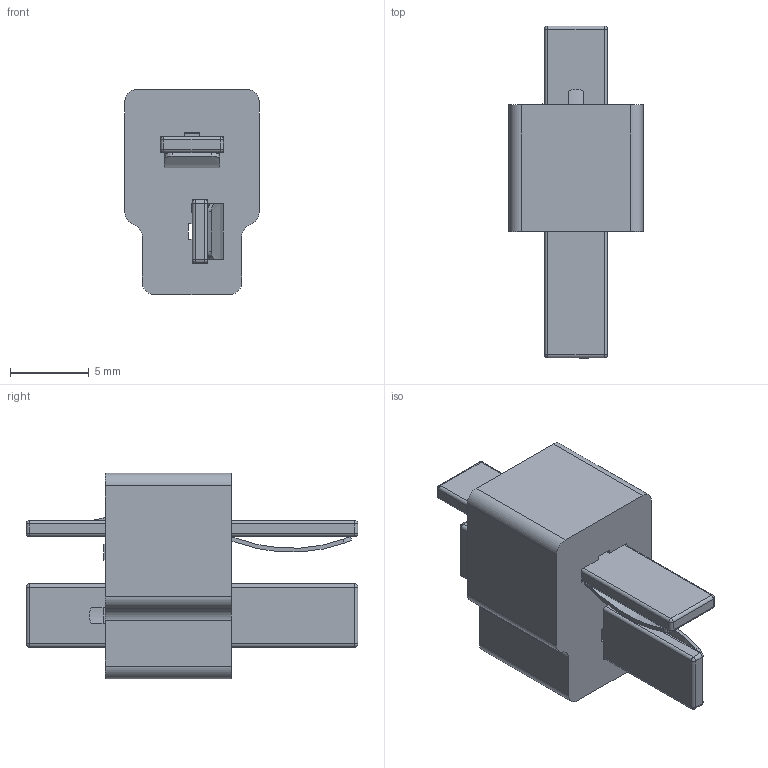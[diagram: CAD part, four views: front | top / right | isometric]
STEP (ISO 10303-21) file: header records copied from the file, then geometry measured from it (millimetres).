
FILE_DESCRIPTION(('FreeCAD Model'),'2;1');
FILE_NAME('Open CASCADE Shape Model','2022-05-01T22:05:34',(''),(''), 'Open CASCADE STEP processor 7.5','FreeCAD','Unknown');
FILE_SCHEMA(('AUTOMOTIVE_DESIGN { 1 0 10303 214 1 1 1 1 }'));
Length unit declared in the file: millimetre
Products named in the file (6): T plug male; Body003; Body010; Body011; Body012; Body013
Assembly tree (5 placements, depth 2):
  T plug male
    Body003
    Body010
    Body011
    Body012
    Body013
Bounding box: 8.5 x 21 x 13 mm (x, y, z)
Volume: 913.2 mm3; surface area: 1309.9 mm2
Topology: 5 solids, 5 shells, 151 faces, 374 edges, 223 vertices
Faces by surface type: plane 79, cylinder 44, sphere 16, bspline 12
Entity records: 4577 total; most frequent: CARTESIAN_POINT 976, ORIENTED_EDGE 716, DIRECTION 703, EDGE_CURVE 358, LINE 243, VECTOR 243, AXIS2_PLACEMENT_3D 230, VERTEX_POINT 223
